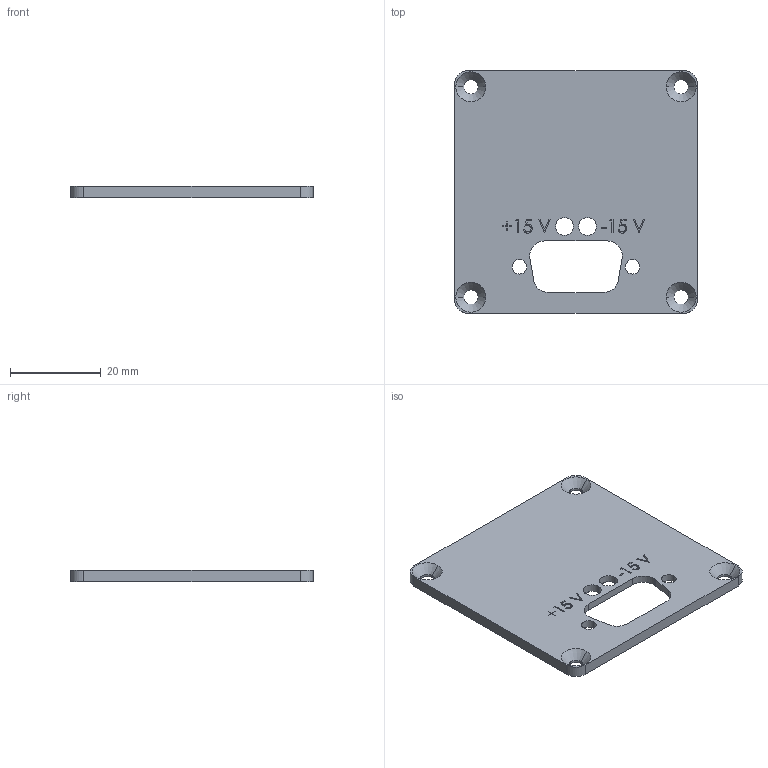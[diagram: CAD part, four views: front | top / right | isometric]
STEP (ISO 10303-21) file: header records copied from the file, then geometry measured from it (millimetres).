
FILE_DESCRIPTION (( 'STEP AP214' ), '1' );
FILE_NAME ('D1300102-v1 aLIGO Pcal Photodetector Cover, Rear.STEP', '2013-03-09T02:01:56', ( 'ligo' ), ( 'Microsoft' ), 'SwSTEP 2.0', 'SolidWorks 2013', '' );
FILE_SCHEMA (( 'AUTOMOTIVE_DESIGN' ));
Length unit declared in the file: inch
Products named in the file (1): D1300102-v1 aLIGO Pcal Photodetector Cover, Rear
Bounding box: 53.59 x 53.59 x 2.5 mm (x, y, z)
Volume: 6056 mm3; surface area: 6034 mm2
Topology: 1 solids, 1 shells, 130 faces, 349 edges, 230 vertices
Faces by surface type: plane 77, cylinder 29, bspline 16, cone 8
Entity records: 6053 total; most frequent: CARTESIAN_POINT 1750, ORIENTED_EDGE 698, DIRECTION 613, EDGE_CURVE 349, VECTOR 251, LINE 251, VERTEX_POINT 230, AXIS2_PLACEMENT_3D 181
